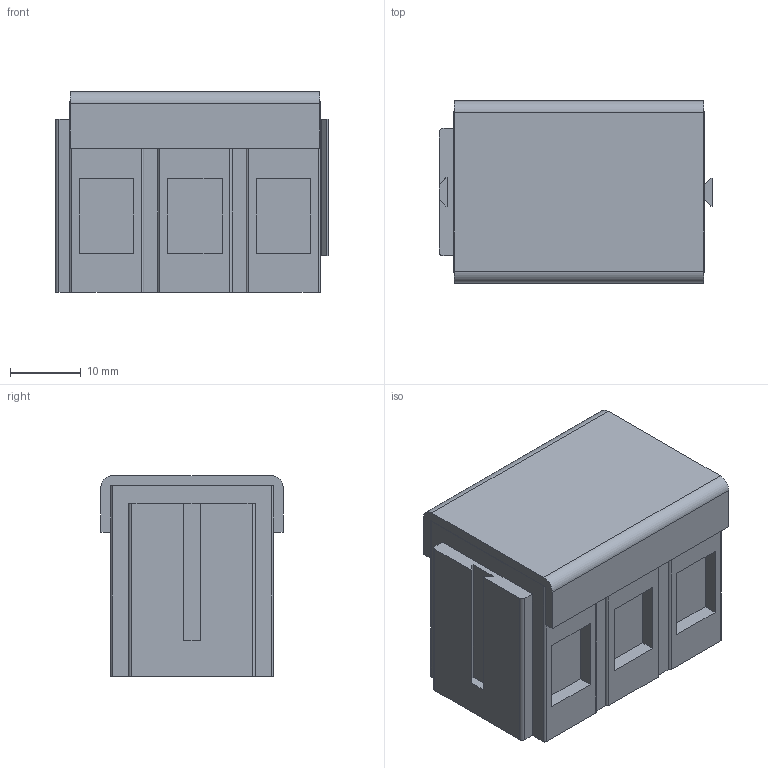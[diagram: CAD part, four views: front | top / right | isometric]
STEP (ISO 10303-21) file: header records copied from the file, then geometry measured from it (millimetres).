
FILE_DESCRIPTION((''),'2;1');
FILE_NAME('ASM0006_ASM','2024-01-26T',('dell'),(''),'PRO/ENGINEER BY PARAMETRIC TECHNOLOGY CORPORATION, 2013230','PRO/ENGINEER BY PARAMETRIC TECHNOLOGY CORPORATION, 2013230','');
FILE_SCHEMA(('AUTOMOTIVE_DESIGN { 1 0 10303 214 1 1 1 1 }'));
Length unit declared in the file: millimetre
Products named in the file (1): ASM0006_ASM
Bounding box: 38.67 x 25.8 x 28.4 mm (x, y, z)
Volume: 22410.7 mm3; surface area: 7691.1 mm2
Topology: 1 solids, 7 shells, 141 faces, 332 edges, 216 vertices
Faces by surface type: plane 105, cylinder 36
Entity records: 4065 total; most frequent: CARTESIAN_POINT 691, DIRECTION 690, ORIENTED_EDGE 664, EDGE_CURVE 332, VECTOR 256, LINE 256, AXIS2_PLACEMENT_3D 217, VERTEX_POINT 216
